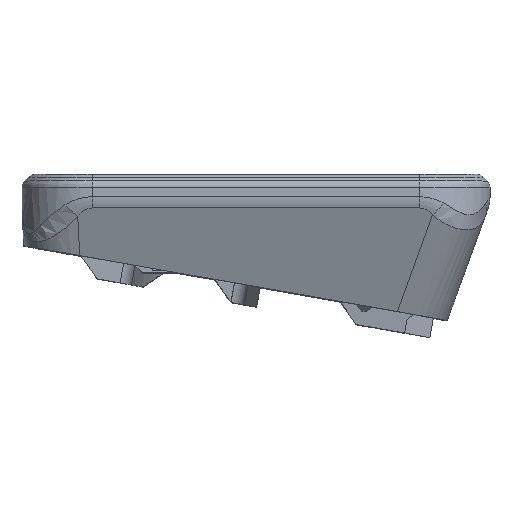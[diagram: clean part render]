
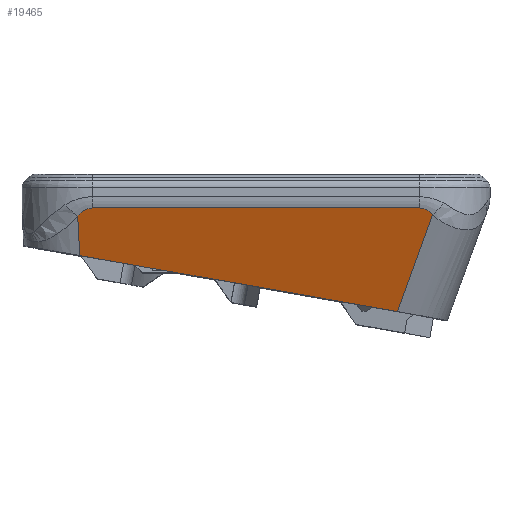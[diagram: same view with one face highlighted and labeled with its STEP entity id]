
A CAD part, top view. The second image highlights one B-rep face of the part: STEP entity #19465.
In plain terms, the highlighted free-form (B-spline) face has degree [1, 1] with [2, 2] control points.
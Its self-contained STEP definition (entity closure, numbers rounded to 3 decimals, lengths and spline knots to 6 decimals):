
#12=LINE('',#25400,#2124);
#13=LINE('',#25410,#2125);
#2124=VECTOR('',#21233,1.);
#2125=VECTOR('',#21236,1.);
#4242=ELLIPSE('',#20552,0.02339,0.008);
#4243=ELLIPSE('',#20553,0.02339,0.008);
#5335=ORIENTED_EDGE('',*,*,#11351,.T.);
#5336=ORIENTED_EDGE('',*,*,#11352,.T.);
#5337=ORIENTED_EDGE('',*,*,#11353,.T.);
#5338=ORIENTED_EDGE('',*,*,#11354,.F.);
#5339=ORIENTED_EDGE('',*,*,#11355,.T.);
#5340=ORIENTED_EDGE('',*,*,#11356,.T.);
#11351=EDGE_CURVE('',#14359,#14360,#12,.T.);
#11352=EDGE_CURVE('',#14360,#14361,#4242,.T.);
#11353=EDGE_CURVE('',#14361,#14362,#16251,.T.);
#11354=EDGE_CURVE('',#14363,#14362,#13,.T.);
#11355=EDGE_CURVE('',#14363,#14364,#16252,.T.);
#11356=EDGE_CURVE('',#14364,#14359,#4243,.T.);
#14359=VERTEX_POINT('',#25401);
#14360=VERTEX_POINT('',#25402);
#14361=VERTEX_POINT('',#25404);
#14362=VERTEX_POINT('',#25409);
#14363=VERTEX_POINT('',#25411);
#14364=VERTEX_POINT('',#25416);
#16251=B_SPLINE_CURVE_WITH_KNOTS('',3,(#25405,#25406,#25407,#25408),
 .UNSPECIFIED.,.F.,.F.,(4,4),(0.,1.),.UNSPECIFIED.);
#16252=B_SPLINE_CURVE_WITH_KNOTS('',3,(#25412,#25413,#25414,#25415),
 .UNSPECIFIED.,.F.,.F.,(4,4),(0.,1.),.UNSPECIFIED.);
#16456=EDGE_LOOP('',(#5335,#5336,#5337,#5338,#5339,#5340));
#17603=FACE_BOUND('',#16456,.T.);
#18738=B_SPLINE_SURFACE_WITH_KNOTS('',1,1,((#25396,#25397),(#25398,#25399)),
 .PLANE_SURF.,.F.,.F.,.F.,(2,2),(2,2),(0.,1.),(0.,1.),.UNSPECIFIED.);
#19465=ADVANCED_FACE('',(#17603),#18738,.T.);
#20552=AXIS2_PLACEMENT_3D('',#25403,#21234,#21235);
#20553=AXIS2_PLACEMENT_3D('',#25417,#21237,#21238);
#21233=DIRECTION('',(-1.,0.,0.));
#21234=DIRECTION('',(0.,-0.342,0.94));
#21235=DIRECTION('',(0.,0.94,0.342));
#21236=DIRECTION('',(-0.983,0.173,0.063));
#21237=DIRECTION('',(0.,-0.342,0.94));
#21238=DIRECTION('',(0.,0.94,0.342));
#25396=CARTESIAN_POINT('',(-0.001011,-0.000869,0.044434));
#25397=CARTESIAN_POINT('',(-0.001011,0.023537,0.053317));
#25398=CARTESIAN_POINT('',(0.083172,-0.000869,0.044434));
#25399=CARTESIAN_POINT('',(0.083172,0.023537,0.053317));
#25400=CARTESIAN_POINT('',(0.0381,0.022427,0.052913));
#25401=CARTESIAN_POINT('',(0.076095,0.022427,0.052913));
#25402=CARTESIAN_POINT('',(0.0064,0.022427,0.052913));
#25403=CARTESIAN_POINT('',(0.0064,0.000447,0.044913));
#25404=CARTESIAN_POINT('',(0.003269,0.020674,0.052275));
#25405=CARTESIAN_POINT('',(0.003269,0.020674,0.052275));
#25406=CARTESIAN_POINT('',(0.003415,0.017884,0.051259));
#25407=CARTESIAN_POINT('',(0.003562,0.015094,0.050244));
#25408=CARTESIAN_POINT('',(0.003708,0.012303,0.049228));
#25409=CARTESIAN_POINT('',(0.003708,0.012303,0.049228));
#25410=CARTESIAN_POINT('',(0.03803,0.006251,0.047026));
#25411=CARTESIAN_POINT('',(0.07137,0.000373,0.044886));
#25412=CARTESIAN_POINT('',(0.07137,0.000373,0.044886));
#25413=CARTESIAN_POINT('',(0.073877,0.007262,0.047393));
#25414=CARTESIAN_POINT('',(0.076385,0.014151,0.049901));
#25415=CARTESIAN_POINT('',(0.078892,0.02104,0.052408));
#25416=CARTESIAN_POINT('',(0.078892,0.02104,0.052408));
#25417=CARTESIAN_POINT('',(0.076095,0.000447,0.044913));
